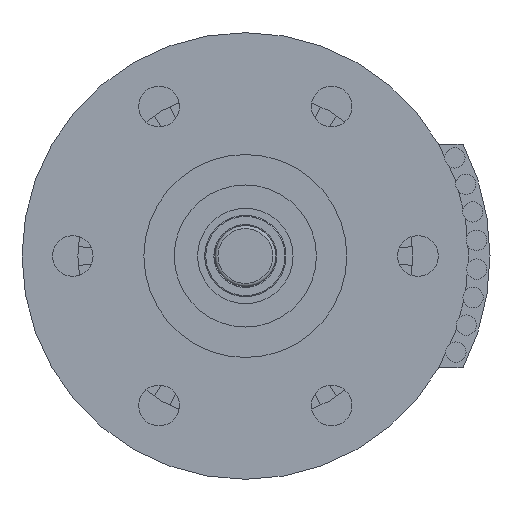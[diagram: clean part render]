
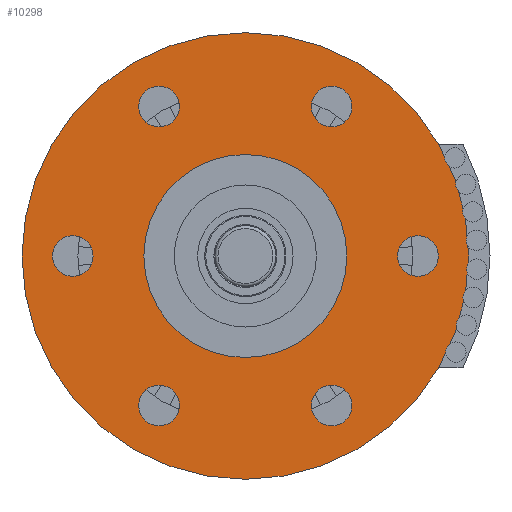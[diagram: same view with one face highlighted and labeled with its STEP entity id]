
A CAD part, front view. The second image highlights one B-rep face of the part: STEP entity #10298.
In plain terms, the highlighted planar face has unit normal (0, -1, 0).
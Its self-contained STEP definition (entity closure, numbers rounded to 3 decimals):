
#10118=CARTESIAN_POINT('',(-9.526,0.,-5.5));
#10119=VERTEX_POINT('',#10118);
#10145=CARTESIAN_POINT('',(9.526,-0.,5.5));
#10146=VERTEX_POINT('',#10145);
#10147=CARTESIAN_POINT('',(0.,0.,-0.));
#10148=DIRECTION('',(0.,1.,0.));
#10149=DIRECTION('',(0.866,-0.,0.5));
#10150=AXIS2_PLACEMENT_3D('',#10147,#10148,#10149);
#10151=CIRCLE('',#10150,11.);
#10152=EDGE_CURVE('',#10119,#10146,#10151,.T.);
#10154=CARTESIAN_POINT('',(0.,0.,-0.));
#10155=DIRECTION('',(0.,1.,0.));
#10156=DIRECTION('',(0.866,-0.,0.5));
#10157=AXIS2_PLACEMENT_3D('',#10154,#10155,#10156);
#10158=CIRCLE('',#10157,11.);
#10159=EDGE_CURVE('',#10146,#10119,#10158,.T.);
#10194=CARTESIAN_POINT('',(0.,0.,0.));
#10195=DIRECTION('',(0.,1.,0.));
#10196=DIRECTION('',(0.866,-0.,0.5));
#10197=AXIS2_PLACEMENT_3D('',#10194,#10195,#10196);
#10198=PLANE('',#10197);
#10199=CARTESIAN_POINT('',(5.116,0.,-6.861));
#10200=VERTEX_POINT('',#10199);
#10201=CARTESIAN_POINT('',(4.25,0.,-7.361));
#10202=DIRECTION('',(0.,1.,0.));
#10203=DIRECTION('',(0.866,-0.,0.5));
#10204=AXIS2_PLACEMENT_3D('',#10201,#10202,#10203);
#10205=CIRCLE('',#10204,1.);
#10206=EDGE_CURVE('',#10200,#10200,#10205,.T.);
#10207=ORIENTED_EDGE('',*,*,#10206,.T.);
#10208=EDGE_LOOP('',(#10207));
#10209=FACE_BOUND('',#10208,.T.);
#10210=CARTESIAN_POINT('',(-7.634,0.,0.5));
#10211=VERTEX_POINT('',#10210);
#10212=CARTESIAN_POINT('',(-8.5,0.,-0.));
#10213=DIRECTION('',(0.,1.,0.));
#10214=DIRECTION('',(0.866,-0.,0.5));
#10215=AXIS2_PLACEMENT_3D('',#10212,#10213,#10214);
#10216=CIRCLE('',#10215,1.);
#10217=EDGE_CURVE('',#10211,#10211,#10216,.T.);
#10218=ORIENTED_EDGE('',*,*,#10217,.T.);
#10219=EDGE_LOOP('',(#10218));
#10220=FACE_BOUND('',#10219,.T.);
#10221=CARTESIAN_POINT('',(-3.384,0.,-6.861));
#10222=VERTEX_POINT('',#10221);
#10223=CARTESIAN_POINT('',(-4.25,0.,-7.361));
#10224=DIRECTION('',(0.,1.,0.));
#10225=DIRECTION('',(0.866,-0.,0.5));
#10226=AXIS2_PLACEMENT_3D('',#10223,#10224,#10225);
#10227=CIRCLE('',#10226,1.);
#10228=EDGE_CURVE('',#10222,#10222,#10227,.T.);
#10229=ORIENTED_EDGE('',*,*,#10228,.T.);
#10230=EDGE_LOOP('',(#10229));
#10231=FACE_BOUND('',#10230,.T.);
#10232=CARTESIAN_POINT('',(9.366,-0.,0.5));
#10233=VERTEX_POINT('',#10232);
#10234=CARTESIAN_POINT('',(8.5,-0.,0.));
#10235=DIRECTION('',(0.,1.,0.));
#10236=DIRECTION('',(0.866,-0.,0.5));
#10237=AXIS2_PLACEMENT_3D('',#10234,#10235,#10236);
#10238=CIRCLE('',#10237,1.);
#10239=EDGE_CURVE('',#10233,#10233,#10238,.T.);
#10240=ORIENTED_EDGE('',*,*,#10239,.T.);
#10241=EDGE_LOOP('',(#10240));
#10242=FACE_BOUND('',#10241,.T.);
#10243=CARTESIAN_POINT('',(5.116,-0.,7.861));
#10244=VERTEX_POINT('',#10243);
#10245=CARTESIAN_POINT('',(3.384,-0.,6.861));
#10246=VERTEX_POINT('',#10245);
#10247=CARTESIAN_POINT('',(4.25,-0.,7.361));
#10248=DIRECTION('',(0.,1.,0.));
#10249=DIRECTION('',(0.866,-0.,0.5));
#10250=AXIS2_PLACEMENT_3D('',#10247,#10248,#10249);
#10251=CIRCLE('',#10250,1.);
#10252=EDGE_CURVE('',#10244,#10246,#10251,.T.);
#10253=ORIENTED_EDGE('',*,*,#10252,.T.);
#10254=CARTESIAN_POINT('',(4.25,-0.,7.361));
#10255=DIRECTION('',(0.,1.,0.));
#10256=DIRECTION('',(0.866,-0.,0.5));
#10257=AXIS2_PLACEMENT_3D('',#10254,#10255,#10256);
#10258=CIRCLE('',#10257,1.);
#10259=EDGE_CURVE('',#10246,#10244,#10258,.T.);
#10260=ORIENTED_EDGE('',*,*,#10259,.T.);
#10261=EDGE_LOOP('',(#10253,#10260));
#10262=FACE_BOUND('',#10261,.T.);
#10263=CARTESIAN_POINT('',(-3.384,-0.,7.861));
#10264=VERTEX_POINT('',#10263);
#10265=CARTESIAN_POINT('',(-5.116,-0.,6.861));
#10266=VERTEX_POINT('',#10265);
#10267=CARTESIAN_POINT('',(-4.25,-0.,7.361));
#10268=DIRECTION('',(0.,1.,0.));
#10269=DIRECTION('',(0.866,-0.,0.5));
#10270=AXIS2_PLACEMENT_3D('',#10267,#10268,#10269);
#10271=CIRCLE('',#10270,1.);
#10272=EDGE_CURVE('',#10264,#10266,#10271,.T.);
#10273=ORIENTED_EDGE('',*,*,#10272,.T.);
#10274=CARTESIAN_POINT('',(-4.25,-0.,7.361));
#10275=DIRECTION('',(0.,1.,0.));
#10276=DIRECTION('',(0.866,-0.,0.5));
#10277=AXIS2_PLACEMENT_3D('',#10274,#10275,#10276);
#10278=CIRCLE('',#10277,1.);
#10279=EDGE_CURVE('',#10266,#10264,#10278,.T.);
#10280=ORIENTED_EDGE('',*,*,#10279,.T.);
#10281=EDGE_LOOP('',(#10273,#10280));
#10282=FACE_BOUND('',#10281,.T.);
#10283=CARTESIAN_POINT('',(4.33,-0.,2.5));
#10284=VERTEX_POINT('',#10283);
#10285=CARTESIAN_POINT('',(0.,0.,-0.));
#10286=DIRECTION('',(0.,1.,0.));
#10287=DIRECTION('',(0.866,-0.,0.5));
#10288=AXIS2_PLACEMENT_3D('',#10285,#10286,#10287);
#10289=CIRCLE('',#10288,5.);
#10290=EDGE_CURVE('',#10284,#10284,#10289,.T.);
#10291=ORIENTED_EDGE('',*,*,#10290,.T.);
#10292=EDGE_LOOP('',(#10291));
#10293=FACE_BOUND('',#10292,.T.);
#10294=ORIENTED_EDGE('',*,*,#10152,.F.);
#10295=ORIENTED_EDGE('',*,*,#10159,.F.);
#10296=EDGE_LOOP('',(#10294,#10295));
#10297=FACE_BOUND('',#10296,.T.);
#10298=ADVANCED_FACE('',(#10209,#10220,#10231,#10242,#10262,#10282,#10293,#10297),#10198,.F.);
